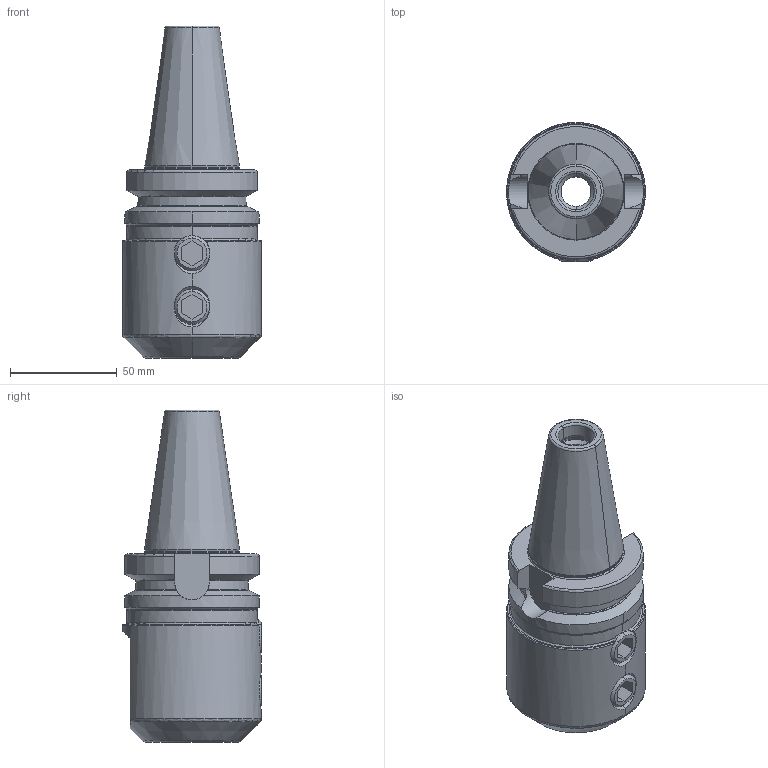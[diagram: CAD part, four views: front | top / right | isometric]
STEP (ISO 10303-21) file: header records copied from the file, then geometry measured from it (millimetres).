
FILE_DESCRIPTION((''),'2;1');
FILE_NAME('405_04_25','2020-07-27T',('101107'),(''),'CREO PARAMETRIC BY PTC INC, 2016260','CREO PARAMETRIC BY PTC INC, 2016260','');
FILE_SCHEMA(('CONFIG_CONTROL_DESIGN'));
Length unit declared in the file: millimetre
Products named in the file (1): 405_04_25
Bounding box: 64.99 x 65 x 155.4 mm (x, y, z)
Volume: 278992.4 mm3; surface area: 40529.3 mm2
Topology: 1 solids, 1 shells, 122 faces, 302 edges, 185 vertices
Faces by surface type: plane 39, cylinder 29, cone 27, torus 27
Entity records: 4016 total; most frequent: CARTESIAN_POINT 1085, DIRECTION 622, ORIENTED_EDGE 604, EDGE_CURVE 302, AXIS2_PLACEMENT_3D 250, VERTEX_POINT 185, EDGE_LOOP 127, CIRCLE 125
